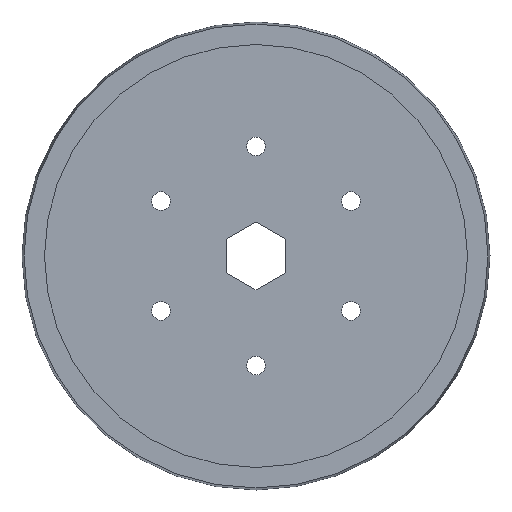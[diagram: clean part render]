
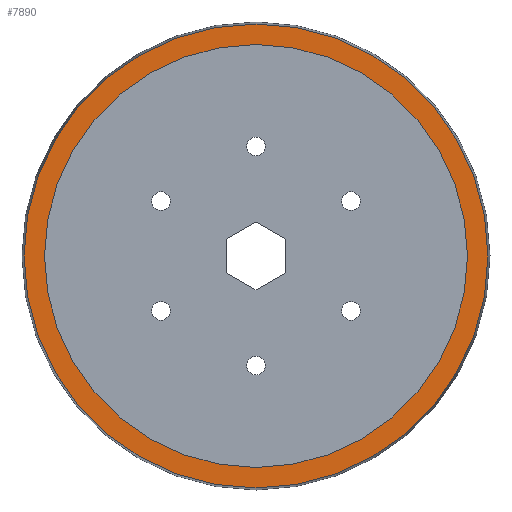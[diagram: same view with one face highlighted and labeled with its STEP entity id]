
A CAD part, left-side view. The second image highlights one B-rep face of the part: STEP entity #7890.
In plain terms, the highlighted planar face has unit normal (-1, 0, 0).
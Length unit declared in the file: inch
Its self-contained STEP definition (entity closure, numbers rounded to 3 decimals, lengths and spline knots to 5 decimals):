
#1787 = CARTESIAN_POINT ( 'NONE',  ( -0.54819, 1.98254, 0. ) ) ;
#1975 = AXIS2_PLACEMENT_3D ( 'NONE', #13466, #33855, #16418 ) ;
#3482 = CARTESIAN_POINT ( 'NONE',  ( -0.54819, 0., 0. ) ) ;
#4500 = VERTEX_POINT ( 'NONE', #6433 ) ;
#5747 = CIRCLE ( 'NONE', #7445, 1.98254 ) ;
#5824 = CARTESIAN_POINT ( 'NONE',  ( -0.54819, 0., 0. ) ) ;
#6433 = CARTESIAN_POINT ( 'NONE',  ( -0.54819, -1.80754, 0. ) ) ;
#6556 = DIRECTION ( 'NONE',  ( 0., 1., 0. ) ) ;
#7445 = AXIS2_PLACEMENT_3D ( 'NONE', #5824, #26536, #8901 ) ;
#7529 = CARTESIAN_POINT ( 'NONE',  ( -0.54819, 1.80754, 0. ) ) ;
#7890 = ADVANCED_FACE ( 'NONE', ( #29605, #14964 ), #20623, .F. ) ;
#8901 = DIRECTION ( 'NONE',  ( 0., 1., 0. ) ) ;
#12193 = VERTEX_POINT ( 'NONE', #1787 ) ;
#12817 = EDGE_LOOP ( 'NONE', ( #14895, #21070 ) ) ;
#13256 = CARTESIAN_POINT ( 'NONE',  ( -0.54819, 0., 0. ) ) ;
#13466 = CARTESIAN_POINT ( 'NONE',  ( -0.54819, 0., 0. ) ) ;
#14089 = AXIS2_PLACEMENT_3D ( 'NONE', #25738, #20885, #17753 ) ;
#14804 = EDGE_LOOP ( 'NONE', ( #22806, #37633 ) ) ;
#14826 = CIRCLE ( 'NONE', #1975, 1.80754 ) ;
#14895 = ORIENTED_EDGE ( 'NONE', *, *, #23502, .F. ) ;
#14964 = FACE_BOUND ( 'NONE', #14804, .T. ) ;
#15821 = CARTESIAN_POINT ( 'NONE',  ( -0.54819, -1.98254, 0. ) ) ;
#16205 = DIRECTION ( 'NONE',  ( 0., 1., 0. ) ) ;
#16418 = DIRECTION ( 'NONE',  ( 0., 1., 0. ) ) ;
#17753 = DIRECTION ( 'NONE',  ( 0., 1., 0. ) ) ;
#18917 = VERTEX_POINT ( 'NONE', #15821 ) ;
#19773 = AXIS2_PLACEMENT_3D ( 'NONE', #13256, #33643, #16205 ) ;
#20090 = VERTEX_POINT ( 'NONE', #7529 ) ;
#20623 = PLANE ( 'NONE',  #14089 ) ;
#20885 = DIRECTION ( 'NONE',  ( 1., 0., 0. ) ) ;
#21070 = ORIENTED_EDGE ( 'NONE', *, *, #26477, .F. ) ;
#22806 = ORIENTED_EDGE ( 'NONE', *, *, #27156, .F. ) ;
#23502 = EDGE_CURVE ( 'NONE', #12193, #18917, #5747, .T. ) ;
#24280 = DIRECTION ( 'NONE',  ( 1., 0., 0. ) ) ;
#25738 = CARTESIAN_POINT ( 'NONE',  ( -0.54819, 1.80754, 0. ) ) ;
#26477 = EDGE_CURVE ( 'NONE', #18917, #12193, #27974, .T. ) ;
#26536 = DIRECTION ( 'NONE',  ( 1., 0., 0. ) ) ;
#27156 = EDGE_CURVE ( 'NONE', #20090, #4500, #36863, .T. ) ;
#27974 = CIRCLE ( 'NONE', #33124, 1.98254 ) ;
#29605 = FACE_OUTER_BOUND ( 'NONE', #12817, .T. ) ;
#33124 = AXIS2_PLACEMENT_3D ( 'NONE', #3482, #24280, #6556 ) ;
#33643 = DIRECTION ( 'NONE',  ( -1., 0., 0. ) ) ;
#33855 = DIRECTION ( 'NONE',  ( -1., 0., 0. ) ) ;
#33977 = EDGE_CURVE ( 'NONE', #4500, #20090, #14826, .T. ) ;
#36863 = CIRCLE ( 'NONE', #19773, 1.80754 ) ;
#37633 = ORIENTED_EDGE ( 'NONE', *, *, #33977, .F. ) ;
